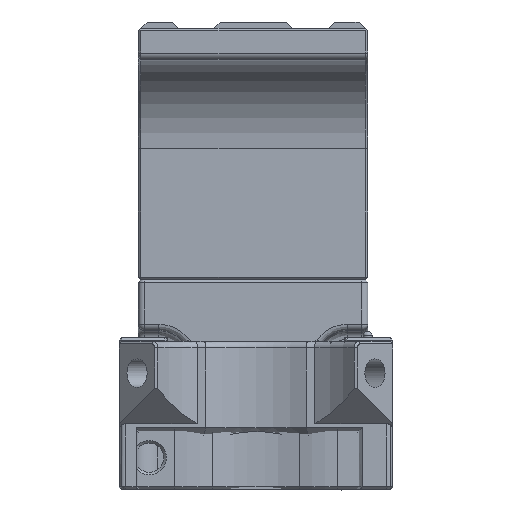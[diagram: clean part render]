
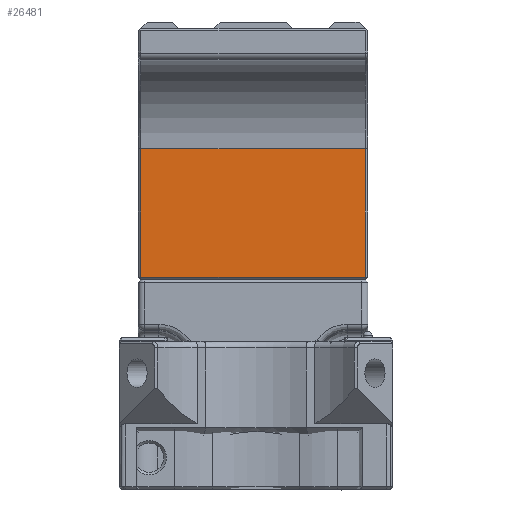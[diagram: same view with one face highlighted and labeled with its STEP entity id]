
A CAD part, top view. The second image highlights one B-rep face of the part: STEP entity #26481.
In plain terms, the highlighted face is planar.
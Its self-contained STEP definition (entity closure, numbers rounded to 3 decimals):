
#1420=PLANE('',#28634);
#3209=FACE_OUTER_BOUND('',#4809,.T.);
#4809=EDGE_LOOP('',(#23759,#23760,#23761,#23762));
#7419=LINE('',#45461,#10124);
#7420=LINE('',#45463,#10125);
#7421=LINE('',#45465,#10126);
#7422=LINE('',#45466,#10127);
#10124=VECTOR('',#34958,10.);
#10125=VECTOR('',#34959,10.);
#10126=VECTOR('',#34960,10.);
#10127=VECTOR('',#34961,10.);
#13235=VERTEX_POINT('',#45459);
#13236=VERTEX_POINT('',#45460);
#13237=VERTEX_POINT('',#45462);
#13238=VERTEX_POINT('',#45464);
#16809=EDGE_CURVE('',#13235,#13236,#7419,.T.);
#16810=EDGE_CURVE('',#13235,#13237,#7420,.T.);
#16811=EDGE_CURVE('',#13238,#13237,#7421,.T.);
#16812=EDGE_CURVE('',#13236,#13238,#7422,.T.);
#23759=ORIENTED_EDGE('',*,*,#16809,.F.);
#23760=ORIENTED_EDGE('',*,*,#16810,.T.);
#23761=ORIENTED_EDGE('',*,*,#16811,.F.);
#23762=ORIENTED_EDGE('',*,*,#16812,.F.);
#26481=ADVANCED_FACE('',(#3209),#1420,.T.);
#28634=AXIS2_PLACEMENT_3D('',#45458,#34956,#34957);
#34956=DIRECTION('center_axis',(0.,0.,
-1.));
#34957=DIRECTION('ref_axis',(0.,-1.,0.));
#34958=DIRECTION('',(0.,1.,0.));
#34959=DIRECTION('',(-1.,0.,0.));
#34960=DIRECTION('',(0.,-1.,0.));
#34961=DIRECTION('',(-1.,0.,0.));
#45458=CARTESIAN_POINT('Origin',(105.527,51.77,30.317));
#45459=CARTESIAN_POINT('',(106.627,19.049,30.317));
#45460=CARTESIAN_POINT('',(106.627,39.365,30.317));
#45461=CARTESIAN_POINT('',(106.627,38.585,30.317));
#45462=CARTESIAN_POINT('',(71.172,19.049,30.317));
#45463=CARTESIAN_POINT('',(117.389,19.049,30.317));
#45464=CARTESIAN_POINT('',(71.172,39.365,30.317));
#45465=CARTESIAN_POINT('',(71.172,38.585,30.317));
#45466=CARTESIAN_POINT('',(105.527,39.365,30.317));
